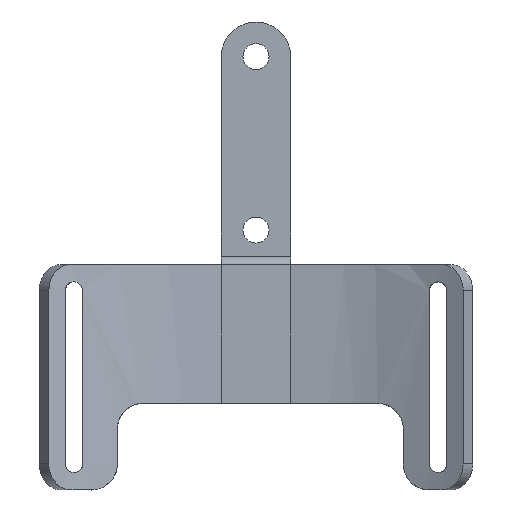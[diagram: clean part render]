
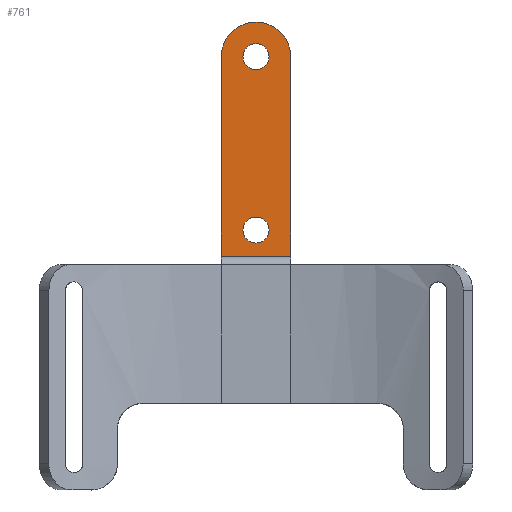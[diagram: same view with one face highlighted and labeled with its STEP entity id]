
A CAD part, top view. The second image highlights one B-rep face of the part: STEP entity #761.
In plain terms, the highlighted planar face has unit normal (0, 0, 1).
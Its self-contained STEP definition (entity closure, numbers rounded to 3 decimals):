
#21=CIRCLE('',#819,4.);
#22=CIRCLE('',#820,1.5);
#23=CIRCLE('',#821,1.5);
#42=PLANE('',#818);
#50=FACE_BOUND('',#137,.T.);
#51=FACE_BOUND('',#138,.T.);
#93=FACE_OUTER_BOUND('',#136,.T.);
#136=EDGE_LOOP('',(#651,#652,#653,#654));
#137=EDGE_LOOP('',(#655));
#138=EDGE_LOOP('',(#656));
#184=LINE('',#2032,#236);
#194=LINE('',#2167,#246);
#196=LINE('',#2174,#248);
#236=VECTOR('',#914,10.);
#246=VECTOR('',#944,10.);
#248=VECTOR('',#952,10.);
#358=VERTEX_POINT('',#2029);
#359=VERTEX_POINT('',#2031);
#365=VERTEX_POINT('',#2166);
#367=VERTEX_POINT('',#2172);
#368=VERTEX_POINT('',#2175);
#369=VERTEX_POINT('',#2177);
#455=EDGE_CURVE('',#358,#359,#184,.T.);
#470=EDGE_CURVE('',#359,#365,#194,.T.);
#473=EDGE_CURVE('',#367,#358,#21,.T.);
#474=EDGE_CURVE('',#365,#367,#196,.T.);
#475=EDGE_CURVE('',#368,#368,#22,.T.);
#476=EDGE_CURVE('',#369,#369,#23,.T.);
#651=ORIENTED_EDGE('',*,*,#470,.F.);
#652=ORIENTED_EDGE('',*,*,#455,.F.);
#653=ORIENTED_EDGE('',*,*,#473,.F.);
#654=ORIENTED_EDGE('',*,*,#474,.F.);
#655=ORIENTED_EDGE('',*,*,#475,.F.);
#656=ORIENTED_EDGE('',*,*,#476,.F.);
#761=ADVANCED_FACE('',(#93,#50,#51),#42,.F.);
#818=AXIS2_PLACEMENT_3D('',#2171,#948,#949);
#819=AXIS2_PLACEMENT_3D('',#2173,#950,#951);
#820=AXIS2_PLACEMENT_3D('',#2176,#953,#954);
#821=AXIS2_PLACEMENT_3D('',#2178,#955,#956);
#914=DIRECTION('',(0.,-1.,0.));
#944=DIRECTION('',(-1.,0.,0.));
#948=DIRECTION('center_axis',(0.,0.,-1.));
#949=DIRECTION('ref_axis',(0.,-1.,0.));
#950=DIRECTION('center_axis',(0.,0.,-1.));
#951=DIRECTION('ref_axis',(1.,0.,0.));
#952=DIRECTION('',(0.,1.,0.));
#953=DIRECTION('center_axis',(0.,0.,1.));
#954=DIRECTION('ref_axis',(1.,0.,0.));
#955=DIRECTION('center_axis',(0.,0.,1.));
#956=DIRECTION('ref_axis',(1.,0.,0.));
#2029=CARTESIAN_POINT('',(4.,20.,3.));
#2031=CARTESIAN_POINT('',(4.,-3.,3.));
#2032=CARTESIAN_POINT('',(4.,8.5,3.));
#2166=CARTESIAN_POINT('',(-4.,-3.,3.));
#2167=CARTESIAN_POINT('',(2.,-3.,3.));
#2171=CARTESIAN_POINT('Origin',(4.,25.,3.));
#2172=CARTESIAN_POINT('',(-4.,20.,3.));
#2173=CARTESIAN_POINT('Origin',(0.,20.,3.));
#2174=CARTESIAN_POINT('',(-4.,22.5,3.));
#2175=CARTESIAN_POINT('',(-1.5,20.,3.));
#2176=CARTESIAN_POINT('Origin',(0.,20.,3.));
#2177=CARTESIAN_POINT('',(-1.5,0.,3.));
#2178=CARTESIAN_POINT('Origin',(0.,0.,3.));
